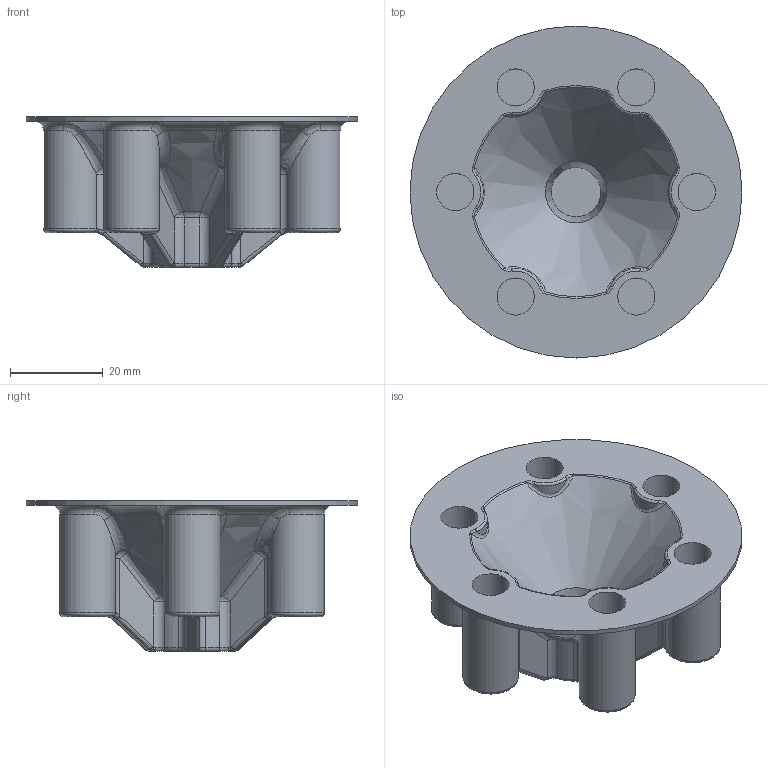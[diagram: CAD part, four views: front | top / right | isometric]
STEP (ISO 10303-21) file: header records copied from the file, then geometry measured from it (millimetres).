
FILE_DESCRIPTION((''),'2;1');
FILE_NAME('Palmiga_ORC_rim3.stp','2015-02-10T11:32:24',('Thomas'),(''),'Autodesk Inventor 2012','Autodesk Inventor 2012','');
FILE_SCHEMA(('AUTOMOTIVE_DESIGN { 1 0 10303 214 1 1 1 1 }'));
Length unit declared in the file: millimetre
Products named in the file (1): _Palmiga_ORC_rim_10000075491_01_IPT
Bounding box: 71.5 x 71.5 x 32.5 mm (x, y, z)
Volume: 28136.7 mm3; surface area: 19204.7 mm2
Topology: 1 solids, 1 shells, 328 faces, 713 edges, 403 vertices
Faces by surface type: bspline 90, cylinder 80, torus 78, plane 48, sphere 24, cone 8
Full cylindrical faces by diameter (mm): 4.2 x1, 4.3 x6, 8 x6, 71.5 x1
Entity records: 11187 total; most frequent: CARTESIAN_POINT 4370, DIRECTION 1444, ORIENTED_EDGE 1392, EDGE_CURVE 696, AXIS2_PLACEMENT_3D 665, VERTEX_POINT 402, CIRCLE 402, EDGE_LOOP 360
